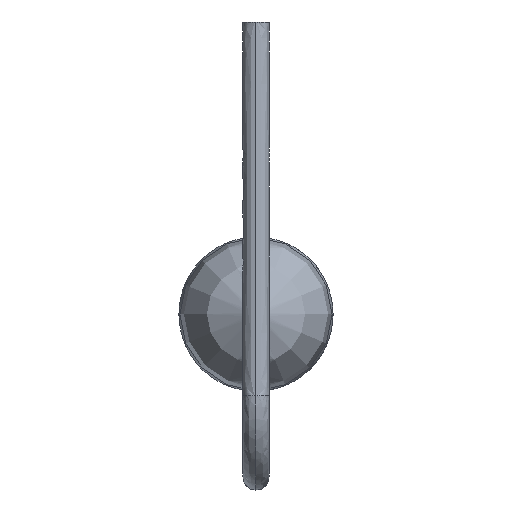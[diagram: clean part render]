
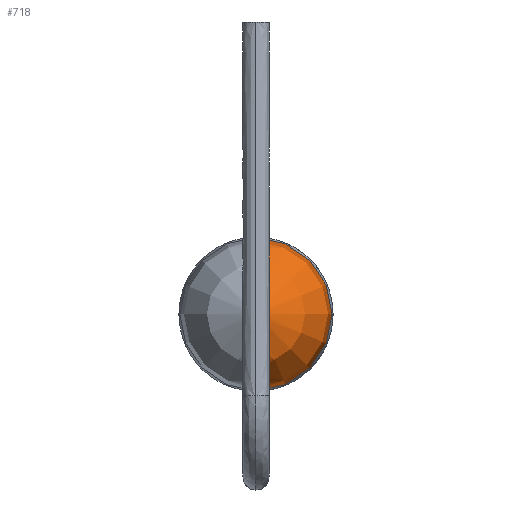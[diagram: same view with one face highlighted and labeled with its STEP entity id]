
A CAD part, left-side view. The second image highlights one B-rep face of the part: STEP entity #718.
In plain terms, the highlighted free-form (B-spline) face has degree [3, 3] with [11, 7] control points.
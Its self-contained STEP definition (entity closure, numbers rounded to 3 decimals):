
#17=CARTESIAN_POINT('',(-5.768,0.,-0.89));
#23=CARTESIAN_POINT('',(-5.768,0.,0.89));
#37=CARTESIAN_POINT('',(-5.768,0.,-0.89));
#38=CARTESIAN_POINT('',(-5.921,0.,-1.013));
#39=CARTESIAN_POINT('',(-6.294,0.,-1.178));
#40=CARTESIAN_POINT('',(-6.903,0.,-1.115));
#41=CARTESIAN_POINT('',(-7.4,0.,-0.759));
#42=CARTESIAN_POINT('',(-7.57,0.,-0.389));
#43=CARTESIAN_POINT('',(-7.603,0.,-0.194));
#45=CARTESIAN_POINT('',(-5.768,0.,0.89));
#46=CARTESIAN_POINT('',(-5.921,0.,1.013));
#47=CARTESIAN_POINT('',(-6.294,0.,1.178));
#48=CARTESIAN_POINT('',(-6.903,0.,1.115));
#49=CARTESIAN_POINT('',(-7.4,0.,0.759));
#50=CARTESIAN_POINT('',(-7.57,0.,0.389));
#51=CARTESIAN_POINT('',(-7.603,0.,0.194));
#53=CARTESIAN_POINT('',(-5.768,0.,-0.89));
#54=CARTESIAN_POINT('',(-5.768,-0.117,-0.89));
#55=CARTESIAN_POINT('',(-5.768,-0.349,
-0.844));
#56=CARTESIAN_POINT('',(-5.768,-0.646,
-0.646));
#57=CARTESIAN_POINT('',(-5.768,-0.844,
-0.349));
#58=CARTESIAN_POINT('',(-5.768,-0.913,0.));
#59=CARTESIAN_POINT('',(-5.768,-0.844,
0.349));
#60=CARTESIAN_POINT('',(-5.768,-0.646,
0.646));
#61=CARTESIAN_POINT('',(-5.768,-0.349,
0.844));
#62=CARTESIAN_POINT('',(-5.768,-0.117,0.89));
#63=CARTESIAN_POINT('',(-5.768,0.,0.89));
#187=CARTESIAN_POINT('',(-7.603,0.,-0.194));
#188=CARTESIAN_POINT('',(-7.603,-0.051,
-0.194));
#189=CARTESIAN_POINT('',(-7.603,-0.152,
-0.152));
#190=CARTESIAN_POINT('',(-7.603,-0.215,0.));
#191=CARTESIAN_POINT('',(-7.603,-0.152,
0.152));
#192=CARTESIAN_POINT('',(-7.603,-0.051,
0.194));
#193=CARTESIAN_POINT('',(-7.603,0.,0.194));
#470=VERTEX_POINT('',#17);
#471=VERTEX_POINT('',#43);
#473=VERTEX_POINT('',#23);
#474=VERTEX_POINT('',#51);
#631=CARTESIAN_POINT('',(-7.612,0.067,
0.116));
#632=CARTESIAN_POINT('',(-7.587,0.173,
0.302));
#633=CARTESIAN_POINT('',(-7.416,0.369,
0.643));
#634=CARTESIAN_POINT('',(-6.903,0.55,
0.96));
#635=CARTESIAN_POINT('',(-6.274,0.582,1.015));
#636=CARTESIAN_POINT('',(-5.884,0.492,
0.857));
#637=CARTESIAN_POINT('',(-5.722,0.42,
0.733));
#638=CARTESIAN_POINT('',(-7.612,0.031,
0.138));
#639=CARTESIAN_POINT('',(-7.587,0.081,
0.36));
#640=CARTESIAN_POINT('',(-7.416,0.172,
0.767));
#641=CARTESIAN_POINT('',(-6.903,0.257,1.145));
#642=CARTESIAN_POINT('',(-6.274,0.272,1.212));
#643=CARTESIAN_POINT('',(-5.884,0.229,1.023));
#644=CARTESIAN_POINT('',(-5.722,0.196,
0.874));
#645=CARTESIAN_POINT('',(-7.612,-0.033,
0.141));
#646=CARTESIAN_POINT('',(-7.587,-0.087,
0.366));
#647=CARTESIAN_POINT('',(-7.416,-0.184,
0.781));
#648=CARTESIAN_POINT('',(-6.903,-0.275,
1.165));
#649=CARTESIAN_POINT('',(-6.274,-0.291,
1.233));
#650=CARTESIAN_POINT('',(-5.884,-0.246,
1.041));
#651=CARTESIAN_POINT('',(-5.722,-0.21,
0.89));
#652=CARTESIAN_POINT('',(-7.612,-0.098,
0.098));
#653=CARTESIAN_POINT('',(-7.587,-0.254,
0.254));
#654=CARTESIAN_POINT('',(-7.416,-0.542,
0.542));
#655=CARTESIAN_POINT('',(-6.903,-0.809,
0.809));
#656=CARTESIAN_POINT('',(-6.274,-0.856,
0.856));
#657=CARTESIAN_POINT('',(-5.884,-0.723,
0.723));
#658=CARTESIAN_POINT('',(-5.722,-0.618,
0.618));
#659=CARTESIAN_POINT('',(-7.612,-0.128,
0.053));
#660=CARTESIAN_POINT('',(-7.587,-0.332,
0.138));
#661=CARTESIAN_POINT('',(-7.416,-0.708,
0.293));
#662=CARTESIAN_POINT('',(-6.903,-1.057,
0.438));
#663=CARTESIAN_POINT('',(-6.274,-1.118,
0.463));
#664=CARTESIAN_POINT('',(-5.884,-0.944,
0.391));
#665=CARTESIAN_POINT('',(-5.722,-0.807,
0.334));
#666=CARTESIAN_POINT('',(-7.612,-0.138,0.));
#667=CARTESIAN_POINT('',(-7.587,-0.36,0.));
#668=CARTESIAN_POINT('',(-7.416,-0.766,0.));
#669=CARTESIAN_POINT('',(-6.903,-1.144,0.));
#670=CARTESIAN_POINT('',(-6.274,-1.211,0.));
#671=CARTESIAN_POINT('',(-5.884,-1.022,0.));
#672=CARTESIAN_POINT('',(-5.722,-0.873,0.));
#673=CARTESIAN_POINT('',(-7.612,-0.128,
-0.053));
#674=CARTESIAN_POINT('',(-7.587,-0.332,
-0.138));
#675=CARTESIAN_POINT('',(-7.416,-0.708,
-0.293));
#676=CARTESIAN_POINT('',(-6.903,-1.057,
-0.438));
#677=CARTESIAN_POINT('',(-6.274,-1.118,
-0.463));
#678=CARTESIAN_POINT('',(-5.884,-0.944,
-0.391));
#679=CARTESIAN_POINT('',(-5.722,-0.807,
-0.334));
#680=CARTESIAN_POINT('',(-7.612,-0.098,
-0.098));
#681=CARTESIAN_POINT('',(-7.587,-0.254,
-0.254));
#682=CARTESIAN_POINT('',(-7.416,-0.542,
-0.542));
#683=CARTESIAN_POINT('',(-6.903,-0.809,
-0.809));
#684=CARTESIAN_POINT('',(-6.274,-0.856,
-0.856));
#685=CARTESIAN_POINT('',(-5.884,-0.723,
-0.723));
#686=CARTESIAN_POINT('',(-5.722,-0.618,
-0.618));
#687=CARTESIAN_POINT('',(-7.612,-0.033,
-0.141));
#688=CARTESIAN_POINT('',(-7.587,-0.087,
-0.366));
#689=CARTESIAN_POINT('',(-7.416,-0.184,
-0.781));
#690=CARTESIAN_POINT('',(-6.903,-0.275,
-1.165));
#691=CARTESIAN_POINT('',(-6.274,-0.291,
-1.233));
#692=CARTESIAN_POINT('',(-5.884,-0.246,
-1.041));
#693=CARTESIAN_POINT('',(-5.722,-0.21,
-0.89));
#694=CARTESIAN_POINT('',(-7.612,0.031,
-0.138));
#695=CARTESIAN_POINT('',(-7.587,0.081,
-0.36));
#696=CARTESIAN_POINT('',(-7.416,0.172,
-0.767));
#697=CARTESIAN_POINT('',(-6.903,0.257,
-1.145));
#698=CARTESIAN_POINT('',(-6.274,0.272,
-1.212));
#699=CARTESIAN_POINT('',(-5.884,0.229,
-1.023));
#700=CARTESIAN_POINT('',(-5.722,0.196,
-0.874));
#701=CARTESIAN_POINT('',(-7.612,0.067,
-0.116));
#702=CARTESIAN_POINT('',(-7.587,0.173,
-0.302));
#703=CARTESIAN_POINT('',(-7.416,0.369,
-0.643));
#704=CARTESIAN_POINT('',(-6.903,0.55,
-0.96));
#705=CARTESIAN_POINT('',(-6.274,0.582,
-1.015));
#706=CARTESIAN_POINT('',(-5.884,0.492,
-0.857));
#707=CARTESIAN_POINT('',(-5.722,0.42,
-0.733));
#708=B_SPLINE_SURFACE_WITH_KNOTS('',3,3,((#631,#632,#633,#634,#635,#636,#637),(
#638,#639,#640,#641,#642,#643,#644),(#645,#646,#647,#648,#649,#650,#651),(#652,
#653,#654,#655,#656,#657,#658),(#659,#660,#661,#662,#663,#664,#665),(#666,#667,
#668,#669,#670,#671,#672),(#673,#674,#675,#676,#677,#678,#679),(#680,#681,#682,
#683,#684,#685,#686),(#687,#688,#689,#690,#691,#692,#693),(#694,#695,#696,#697,
#698,#699,#700),(#701,#702,#703,#704,#705,#706,#707)),.UNSPECIFIED.,.F.,.F.,.F.,
(4,1,1,1,1,1,1,1,4),(4,1,1,1,4),(-6.799,-5.89,
-5.498,-5.105,-4.712,-4.32,
-3.927,-3.534,-2.626),(-1.452,
-0.881,-0.362,0.156,0.728),
.UNSPECIFIED.);
#710=ORIENTED_EDGE('',*,*,#709,.T.);
#712=ORIENTED_EDGE('',*,*,#711,.T.);
#714=ORIENTED_EDGE('',*,*,#713,.F.);
#715=ORIENTED_EDGE('',*,*,#623,.F.);
#716=EDGE_LOOP('',(#710,#712,#714,#715));
#717=FACE_OUTER_BOUND('',#716,.F.);
#718=ADVANCED_FACE('',(#717),#708,.T.);
#44=B_SPLINE_CURVE_WITH_KNOTS('',3,(#37,#38,#39,#40,#41,#42,#43),.UNSPECIFIED.,
.F.,.F.,(4,1,1,1,4),(0.,0.25,0.5,0.75,1.),.UNSPECIFIED.);
#52=B_SPLINE_CURVE_WITH_KNOTS('',3,(#45,#46,#47,#48,#49,#50,#51),.UNSPECIFIED.,
.F.,.F.,(4,1,1,1,4),(0.,0.25,0.5,0.75,1.),.UNSPECIFIED.);
#64=B_SPLINE_CURVE_WITH_KNOTS('',3,(#53,#54,#55,#56,#57,#58,#59,#60,#61,#62,
#63),.UNSPECIFIED.,.F.,.F.,(4,1,1,1,1,1,1,1,4),(0.,0.125,0.25,0.375,
0.5,0.625,0.75,0.875,1.),.UNSPECIFIED.);
#194=B_SPLINE_CURVE_WITH_KNOTS('',3,(#187,#188,#189,#190,#191,#192,#193),
.UNSPECIFIED.,.F.,.F.,(4,1,1,1,4),(0.,0.25,0.5,0.75,1.),
.UNSPECIFIED.);
#623=EDGE_CURVE('',#470,#473,#64,.T.);
#709=EDGE_CURVE('',#470,#471,#44,.T.);
#711=EDGE_CURVE('',#471,#474,#194,.T.);
#713=EDGE_CURVE('',#473,#474,#52,.T.);
